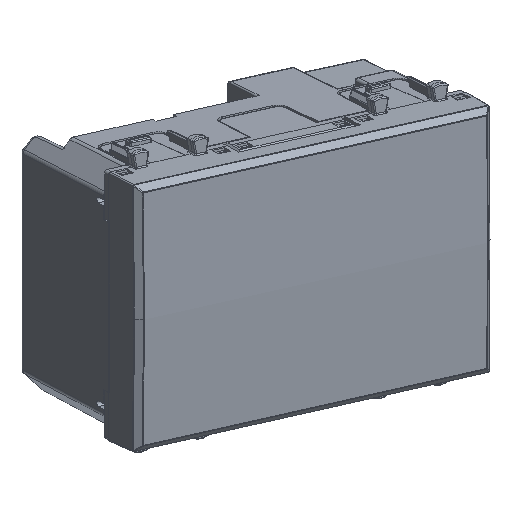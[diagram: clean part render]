
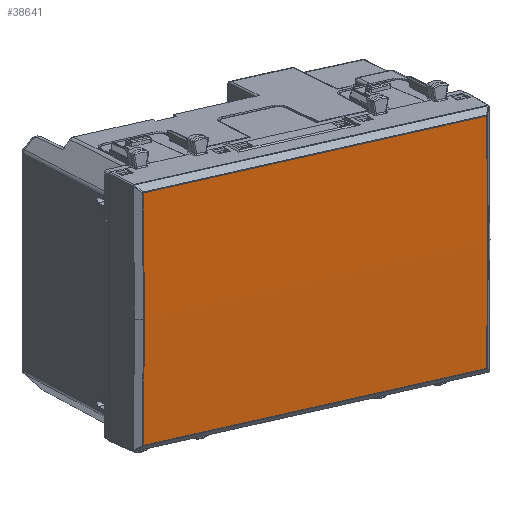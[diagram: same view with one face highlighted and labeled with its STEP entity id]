
A CAD part, top view. The second image highlights one B-rep face of the part: STEP entity #38641.
In plain terms, the highlighted cylindrical face has radius 825.133 mm (diameter 1650.27 mm), a partial arc.
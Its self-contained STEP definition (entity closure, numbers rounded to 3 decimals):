
#38582=CARTESIAN_POINT('Axis2P3D Location',(0.,16.813,-815.858)) ;
#38588=CARTESIAN_POINT('Control Point',(-21.066,32.24,9.006)) ;
#38589=CARTESIAN_POINT('Control Point',(-14.045,32.235,9.185)) ;
#38590=CARTESIAN_POINT('Control Point',(-7.023,32.233,9.275)) ;
#38591=CARTESIAN_POINT('Control Point',(0.,32.233,9.275)) ;
#38592=CARTESIAN_POINT('Vertex',(0.,32.233,9.275)) ;
#38594=CARTESIAN_POINT('Vertex',(-21.066,32.24,9.006)) ;
#38597=CARTESIAN_POINT('Line Origine',(-21.066,16.813,9.006)) ;
#38601=CARTESIAN_POINT('Vertex',(-21.066,-32.24,9.006)) ;
#38605=CARTESIAN_POINT('Control Point',(-21.066,-32.24,9.006)) ;
#38606=CARTESIAN_POINT('Control Point',(-14.045,-32.235,9.185)) ;
#38607=CARTESIAN_POINT('Control Point',(-7.023,-32.233,9.275)) ;
#38608=CARTESIAN_POINT('Control Point',(0.,-32.233,9.275)) ;
#38609=CARTESIAN_POINT('Vertex',(0.,-32.233,9.275)) ;
#38613=CARTESIAN_POINT('Control Point',(21.066,-32.24,9.006)) ;
#38614=CARTESIAN_POINT('Control Point',(14.045,-32.235,9.185)) ;
#38615=CARTESIAN_POINT('Control Point',(7.023,-32.233,9.275)) ;
#38616=CARTESIAN_POINT('Control Point',(0.,-32.233,9.275)) ;
#38617=CARTESIAN_POINT('Vertex',(21.066,-32.24,9.006)) ;
#38620=CARTESIAN_POINT('Line Origine',(21.066,16.813,9.006)) ;
#38624=CARTESIAN_POINT('Vertex',(21.066,32.24,9.006)) ;
#38628=CARTESIAN_POINT('Control Point',(21.066,32.24,9.006)) ;
#38629=CARTESIAN_POINT('Control Point',(14.045,32.235,9.185)) ;
#38630=CARTESIAN_POINT('Control Point',(7.023,32.233,9.275)) ;
#38631=CARTESIAN_POINT('Control Point',(0.,32.233,9.275)) ;
#38583=DIRECTION('Axis2P3D Direction',(0.,1.,0.)) ;
#38584=DIRECTION('Axis2P3D XDirection',(-0.027,0.,1.)) ;
#38598=DIRECTION('Vector Direction',(0.,1.,0.)) ;
#38621=DIRECTION('Vector Direction',(0.,1.,0.)) ;
#38585=AXIS2_PLACEMENT_3D('Cylinder Axis2P3D',#38582,#38583,#38584) ;
#38634=ORIENTED_EDGE('',*,*,#38596,.T.) ;
#38635=ORIENTED_EDGE('',*,*,#38603,.F.) ;
#38636=ORIENTED_EDGE('',*,*,#38611,.F.) ;
#38637=ORIENTED_EDGE('',*,*,#38619,.T.) ;
#38638=ORIENTED_EDGE('',*,*,#38626,.T.) ;
#38639=ORIENTED_EDGE('',*,*,#38632,.F.) ;
#38599=VECTOR('Line Direction',#38598,1.) ;
#38622=VECTOR('Line Direction',#38621,1.) ;
#38641=ADVANCED_FACE('PartBody',(#38640),#38586,.T.) ;
#38587=B_SPLINE_CURVE_WITH_KNOTS('',3,(#38588,#38589,#38590,#38591),.UNSPECIFIED.,.F.,.U.,(4,4),(9.722,46.196),.UNSPECIFIED.) ;
#38604=B_SPLINE_CURVE_WITH_KNOTS('',3,(#38605,#38606,#38607,#38608),.UNSPECIFIED.,.F.,.U.,(4,4),(9.722,46.196),.UNSPECIFIED.) ;
#38612=B_SPLINE_CURVE_WITH_KNOTS('',3,(#38613,#38614,#38615,#38616),.UNSPECIFIED.,.F.,.U.,(4,4),(9.722,46.196),.UNSPECIFIED.) ;
#38627=B_SPLINE_CURVE_WITH_KNOTS('',3,(#38628,#38629,#38630,#38631),.UNSPECIFIED.,.F.,.U.,(4,4),(9.722,46.196),.UNSPECIFIED.) ;
#38586=CYLINDRICAL_SURFACE('generated cylinder',#38585,825.133) ;
#38596=EDGE_CURVE('',#38593,#38595,#38587,.F.) ;
#38603=EDGE_CURVE('',#38602,#38595,#38600,.T.) ;
#38611=EDGE_CURVE('',#38610,#38602,#38604,.F.) ;
#38619=EDGE_CURVE('',#38610,#38618,#38612,.F.) ;
#38626=EDGE_CURVE('',#38618,#38625,#38623,.T.) ;
#38632=EDGE_CURVE('',#38593,#38625,#38627,.F.) ;
#38633=EDGE_LOOP('',(#38634,#38635,#38636,#38637,#38638,#38639)) ;
#38640=FACE_OUTER_BOUND('',#38633,.T.) ;
#38600=LINE('Line',#38597,#38599) ;
#38623=LINE('Line',#38620,#38622) ;
#38593=VERTEX_POINT('',#38592) ;
#38595=VERTEX_POINT('',#38594) ;
#38602=VERTEX_POINT('',#38601) ;
#38610=VERTEX_POINT('',#38609) ;
#38618=VERTEX_POINT('',#38617) ;
#38625=VERTEX_POINT('',#38624) ;
